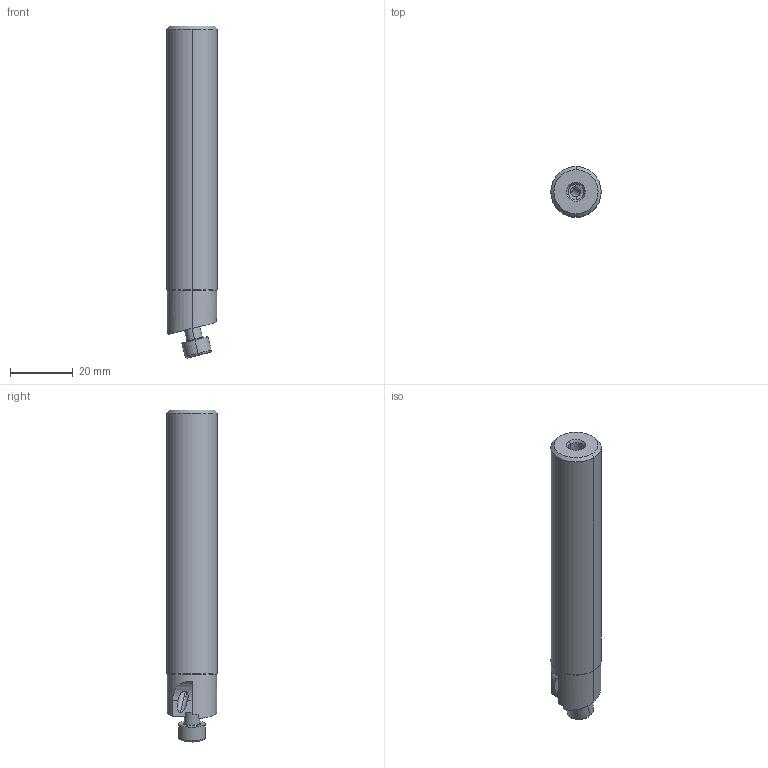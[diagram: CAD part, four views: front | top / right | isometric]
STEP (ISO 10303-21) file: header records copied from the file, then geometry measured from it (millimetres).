
FILE_DESCRIPTION(('no description'),'unknown implementation level');
FILE_NAME('E5C3AA22-96A4-4BF9-8923-3FFC3F913ACC_export.stp',' ',('CIMSOURCE GmbH'),('CADClick - KiM GmbH - www.kimweb.de'),'unknown preprocess','ACIS','unknown authorization');
FILE_SCHEMA(('automotive_design'));
Length unit declared in the file: millimetre
Products named in the file (2): 615.262 Kaiser VSTH D16 X 98|615.262 Kaiser VSTH D16 X 98_Standard;NONE; 615.262 Kaiser VSTH D16 X 98|690.113 Kaiser ETL M5 X 10A_Standard;NONE
Bounding box: 16 x 16 x 105.49 mm (x, y, z)
Volume: 17680.8 mm3; surface area: 7109.8 mm2
Topology: 2 solids, 2 shells, 76 faces, 193 edges, 119 vertices
Faces by surface type: plane 33, cylinder 24, cone 15, torus 4
Entity records: 4618 total; most frequent: CARTESIAN_POINT 619, STYLED_ITEM 388, PRESENTATION_STYLE_ASSIGNMENT 388, COLOUR_RGB 388, ORIENTED_EDGE 382, DIRECTION 379, EDGE_CURVE 191, CURVE_STYLE 191
